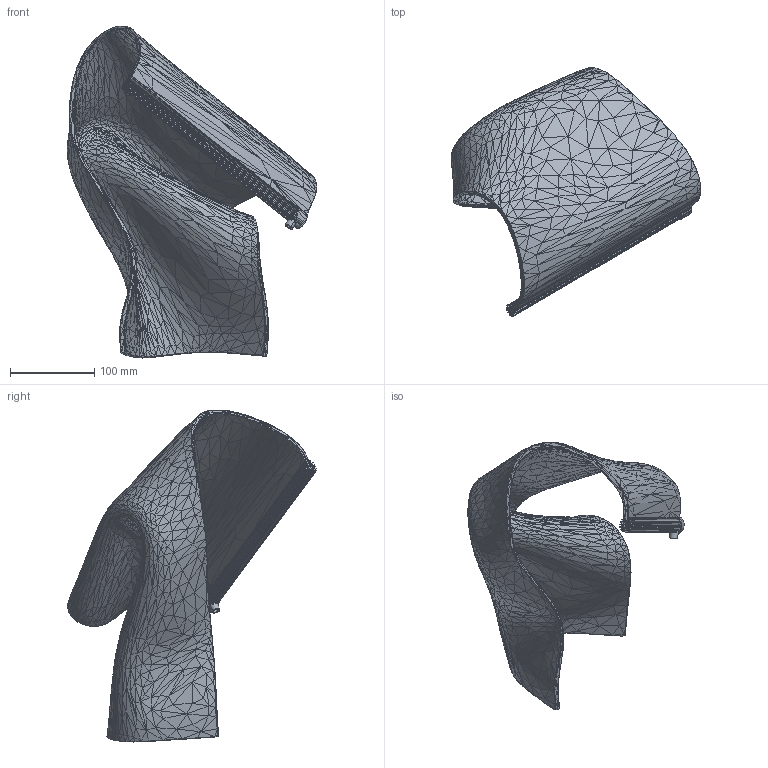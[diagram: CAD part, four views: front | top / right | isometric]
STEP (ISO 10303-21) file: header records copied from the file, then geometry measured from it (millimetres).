
FILE_DESCRIPTION (( 'STEP AP203' ), '1' );
FILE_NAME ('GWEILO SONG.STEP', '2021-10-15T15:05:06', ( 'Josep Sancho' ), ( '' ), 'SwSTEP 2.0', 'SolidWorks 2013', '' );
FILE_SCHEMA (( 'CONFIG_CONTROL_DESIGN' ));
Length unit declared in the file: millimetre
Products named in the file (5): 056400100105 - PLANCHA PMMA RAYADO 597X292MM ESPESOR 6MM TRANSP (moldeada baja); 069600801182 - PERFIL ALUMINIO ALETAS STRIP LED MECA 300MM ANODIZADO ORO; 017100700000 - CONECTOR HEMBRA 2.1X5.5MM PARA SOLDAR; 054102900006 - TAPËN FINAL RESINA NEGRO PARA PERFIL ALETAS; GWEILO SONG
Assembly tree (4 placements, depth 2):
  GWEILO SONG
    056400100105 - PLANCHA PMMA RAYADO 597X292MM ESPESOR 6MM TRANSP (moldeada baja)
    069600801182 - PERFIL ALUMINIO ALETAS STRIP LED MECA 300MM ANODIZADO ORO
    017100700000 - CONECTOR HEMBRA 2.1X5.5MM PARA SOLDAR
    054102900006 - TAPËN FINAL RESINA NEGRO PARA PERFIL ALETAS
Bounding box: 296.69 x 295.72 x 394.41 mm (x, y, z)
Volume: 1053909.2 mm3; surface area: 390200.2 mm2
Topology: 4 solids, 4 shells, 4446 faces, 7017 edges, 2583 vertices
Faces by surface type: plane 4299, cylinder 118, bspline 21, cone 8
Entity records: 94130 total; most frequent: CARTESIAN_POINT 17957, DIRECTION 15941, ORIENTED_EDGE 14030, EDGE_CURVE 7015, VECTOR 6685, LINE 6685, AXIS2_PLACEMENT_3D 4628, EDGE_LOOP 4452
